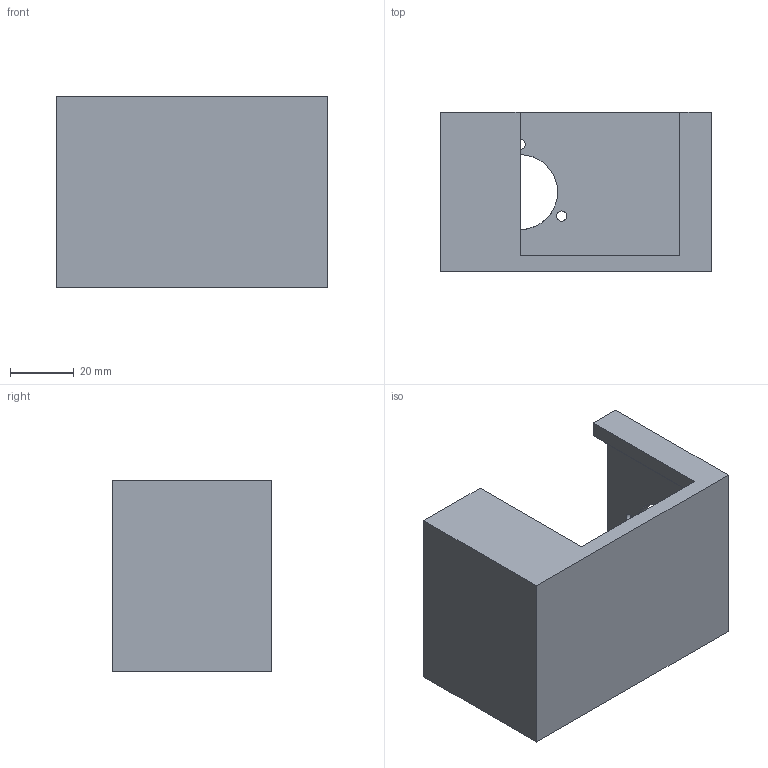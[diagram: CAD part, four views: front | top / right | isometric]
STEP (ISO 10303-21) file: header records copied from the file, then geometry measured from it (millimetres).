
FILE_DESCRIPTION(('FreeCAD Model'),'2;1');
FILE_NAME('Open CASCADE Shape Model','2025-09-16T16:20:53',(''),(''), 'Open CASCADE STEP processor 7.8','FreeCAD','Unknown');
FILE_SCHEMA(('AUTOMOTIVE_DESIGN { 1 0 10303 214 1 1 1 1 }'));
Length unit declared in the file: millimetre
Products named in the file (1): Mount
Bounding box: 85 x 50 x 60 mm (x, y, z)
Volume: 56288.4 mm3; surface area: 31658.7 mm2
Topology: 1 solids, 1 shells, 32 faces, 102 edges, 66 vertices
Faces by surface type: plane 18, cylinder 8, cone 6
Full cylindrical faces by diameter (mm): 3.2 x6, 23.5 x2
Entity records: 2970 total; most frequent: CARTESIAN_POINT 975, DIRECTION 362, LINE 226, VECTOR 226, ORIENTED_EDGE 204, PCURVE 204, DEFINITIONAL_REPRESENTATION 204, EDGE_CURVE 102
